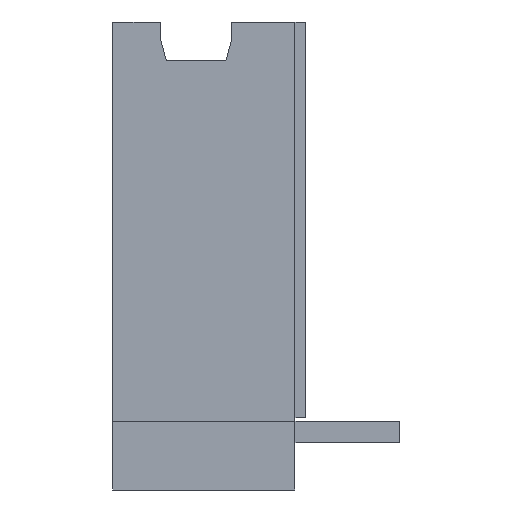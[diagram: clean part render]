
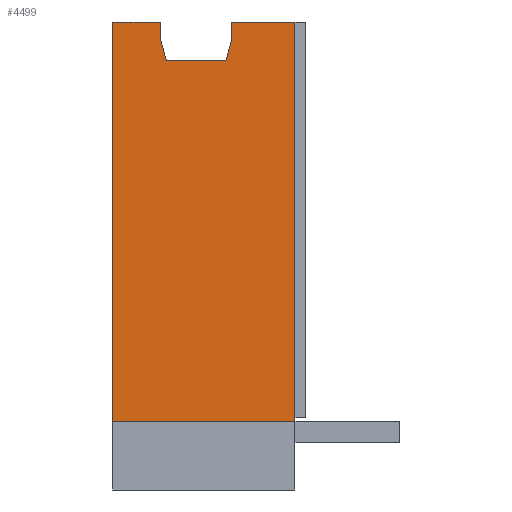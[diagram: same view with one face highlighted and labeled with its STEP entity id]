
A CAD part, left-side view. The second image highlights one B-rep face of the part: STEP entity #4499.
In plain terms, the highlighted planar face has unit normal (-1, 0, 0).
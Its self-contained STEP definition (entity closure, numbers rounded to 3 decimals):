
#369=DIRECTION('',(0.,0.,1.));
#370=VECTOR('',#369,11.913);
#371=CARTESIAN_POINT('',(-12.954,-2.718,-11.913));
#372=LINE('',#371,#370);
#602=DIRECTION('',(0.,0.,1.));
#603=VECTOR('',#602,11.913);
#604=CARTESIAN_POINT('',(-12.954,2.718,-11.913));
#605=LINE('',#604,#603);
#902=DIRECTION('',(0.,0.,-1.));
#903=VECTOR('',#902,0.508);
#904=CARTESIAN_POINT('',(-12.954,-0.831,0.));
#905=LINE('',#904,#903);
#906=DIRECTION('',(0.,1.,0.));
#907=VECTOR('',#906,5.436);
#908=CARTESIAN_POINT('',(-12.954,-2.718,-11.913));
#909=LINE('',#908,#907);
#910=DIRECTION('',(0.,0.,-1.));
#911=VECTOR('',#910,0.508);
#912=CARTESIAN_POINT('',(-12.954,1.288,0.));
#913=LINE('',#912,#911);
#914=DIRECTION('',(0.,0.259,0.966));
#915=VECTOR('',#914,0.657);
#916=CARTESIAN_POINT('',(-12.954,1.118,-1.143));
#917=LINE('',#916,#915);
#918=DIRECTION('',(0.,1.,0.));
#919=VECTOR('',#918,1.778);
#920=CARTESIAN_POINT('',(-12.954,-0.66,-1.143));
#921=LINE('',#920,#919);
#922=DIRECTION('',(0.,0.259,-0.966));
#923=VECTOR('',#922,0.657);
#924=CARTESIAN_POINT('',(-12.954,-0.831,-0.508));
#925=LINE('',#924,#923);
#930=DIRECTION('',(0.,1.,0.));
#931=VECTOR('',#930,1.43);
#932=CARTESIAN_POINT('',(-12.954,1.288,0.));
#933=LINE('',#932,#931);
#962=DIRECTION('',(0.,1.,0.));
#963=VECTOR('',#962,1.887);
#964=CARTESIAN_POINT('',(-12.954,-2.718,0.));
#965=LINE('',#964,#963);
#2827=CARTESIAN_POINT('',(-12.954,-2.718,-11.913));
#2828=VERTEX_POINT('',#2827);
#2829=CARTESIAN_POINT('',(-12.954,-2.718,0.));
#2830=VERTEX_POINT('',#2829);
#2843=CARTESIAN_POINT('',(-12.954,2.718,-11.913));
#2844=VERTEX_POINT('',#2843);
#2845=CARTESIAN_POINT('',(-12.954,2.718,0.));
#2846=VERTEX_POINT('',#2845);
#2879=CARTESIAN_POINT('',(-12.954,-0.831,0.));
#2880=CARTESIAN_POINT('',(-12.954,-0.831,-0.508));
#2881=VERTEX_POINT('',#2879);
#2882=VERTEX_POINT('',#2880);
#2883=CARTESIAN_POINT('',(-12.954,-0.66,-1.143));
#2884=VERTEX_POINT('',#2883);
#2885=CARTESIAN_POINT('',(-12.954,1.118,-1.143));
#2886=VERTEX_POINT('',#2885);
#2887=CARTESIAN_POINT('',(-12.954,1.288,-0.508));
#2888=VERTEX_POINT('',#2887);
#2889=CARTESIAN_POINT('',(-12.954,1.288,0.));
#2890=VERTEX_POINT('',#2889);
#4475=CARTESIAN_POINT('',(-12.954,-2.718,-11.913));
#4476=DIRECTION('',(-1.,0.,0.));
#4477=DIRECTION('',(0.,0.,1.));
#4478=AXIS2_PLACEMENT_3D('',#4475,#4476,#4477);
#4479=PLANE('',#4478);
#4480=ORIENTED_EDGE('',*,*,#4445,.F.);
#4482=ORIENTED_EDGE('',*,*,#4481,.F.);
#4483=ORIENTED_EDGE('',*,*,#3930,.F.);
#4485=ORIENTED_EDGE('',*,*,#4484,.T.);
#4486=ORIENTED_EDGE('',*,*,#4131,.T.);
#4488=ORIENTED_EDGE('',*,*,#4487,.F.);
#4490=ORIENTED_EDGE('',*,*,#4489,.T.);
#4492=ORIENTED_EDGE('',*,*,#4491,.F.);
#4494=ORIENTED_EDGE('',*,*,#4493,.F.);
#4496=ORIENTED_EDGE('',*,*,#4495,.F.);
#4497=EDGE_LOOP('',(#4480,#4482,#4483,#4485,#4486,#4488,#4490,#4492,#4494,
#4496));
#4498=FACE_OUTER_BOUND('',#4497,.F.);
#3930=EDGE_CURVE('',#2828,#2830,#372,.T.);
#4131=EDGE_CURVE('',#2844,#2846,#605,.T.);
#4445=EDGE_CURVE('',#2881,#2882,#905,.T.);
#4481=EDGE_CURVE('',#2830,#2881,#965,.T.);
#4484=EDGE_CURVE('',#2828,#2844,#909,.T.);
#4487=EDGE_CURVE('',#2890,#2846,#933,.T.);
#4489=EDGE_CURVE('',#2890,#2888,#913,.T.);
#4491=EDGE_CURVE('',#2886,#2888,#917,.T.);
#4493=EDGE_CURVE('',#2884,#2886,#921,.T.);
#4495=EDGE_CURVE('',#2882,#2884,#925,.T.);
#4499=ADVANCED_FACE('',(#4498),#4479,.T.);
